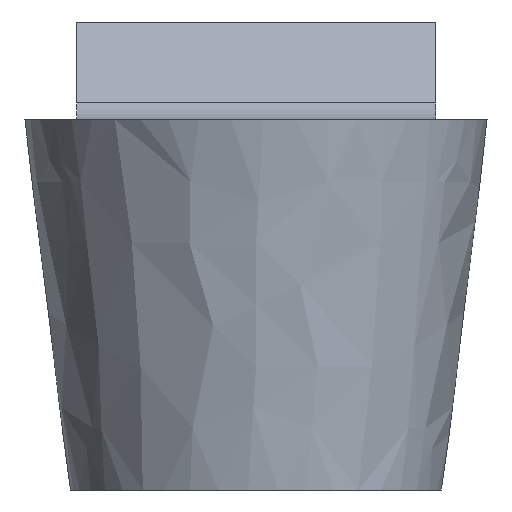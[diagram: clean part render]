
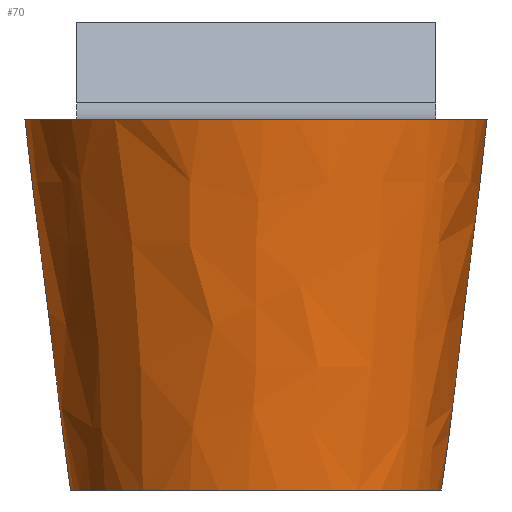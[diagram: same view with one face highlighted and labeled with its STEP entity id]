
A CAD part, front view. The second image highlights one B-rep face of the part: STEP entity #70.
In plain terms, the highlighted free-form (B-spline) face has degree [4, 3] with [11, 4] control points.
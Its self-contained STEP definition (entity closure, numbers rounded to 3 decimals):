
#36=(
BOUNDED_SURFACE()
B_SPLINE_SURFACE(4,3,((#817,#818,#819,#820),(#821,#822,#823,#824),(#825,
#826,#827,#828),(#829,#830,#831,#832),(#833,#834,#835,#836),(#837,#838,
#839,#840),(#841,#842,#843,#844),(#845,#846,#847,#848),(#849,#850,#851,
#852),(#853,#854,#855,#856),(#857,#858,#859,#860)),.UNSPECIFIED.,.F.,.F.,
 .F.)
B_SPLINE_SURFACE_WITH_KNOTS((5,3,3,5),(4,4),(0.,0.333,0.667,
1.),(0.,1.),.UNSPECIFIED.)
GEOMETRIC_REPRESENTATION_ITEM()
RATIONAL_B_SPLINE_SURFACE(((1.002,1.002,1.002,
1.002),(1.002,1.002,1.002,1.002),
(0.98,0.98,0.98,0.98),(1.002,
1.002,1.002,1.002),(1.002,1.002,
1.002,1.002),(0.98,0.98,0.98,
0.98),(1.002,1.002,1.002,1.002),
(1.002,1.002,1.002,1.002),(0.98,
0.98,0.98,0.98),(1.002,1.002,
1.002,1.002),(1.002,1.002,1.002,
1.002)))
REPRESENTATION_ITEM('')
SURFACE()
);
#39=(
BOUNDED_CURVE()
B_SPLINE_CURVE(3,(#811,#812,#813,#814),.UNSPECIFIED.,.F.,.F.)
B_SPLINE_CURVE_WITH_KNOTS((4,4),(0.,1.),.UNSPECIFIED.)
CURVE()
GEOMETRIC_REPRESENTATION_ITEM()
RATIONAL_B_SPLINE_CURVE((1.002,1.002,1.002,
1.002))
REPRESENTATION_ITEM('')
);
#70=ADVANCED_FACE('',(#107),#36,.F.);
#107=FACE_OUTER_BOUND('',#129,.T.);
#129=EDGE_LOOP('',(#234,#235,#236,#237));
#234=ORIENTED_EDGE('',*,*,#344,.F.);
#235=ORIENTED_EDGE('',*,*,#351,.T.);
#236=ORIENTED_EDGE('',*,*,#325,.F.);
#237=ORIENTED_EDGE('',*,*,#350,.F.);
#282=VERTEX_POINT('',#708);
#283=VERTEX_POINT('',#721);
#290=VERTEX_POINT('',#758);
#291=VERTEX_POINT('',#775);
#325=EDGE_CURVE('',#282,#283,#450,.T.);
#344=EDGE_CURVE('',#290,#291,#452,.T.);
#350=EDGE_CURVE('',#291,#282,#39,.T.);
#351=EDGE_CURVE('',#290,#283,#395,.T.);
#395=LINE('',#816,#438);
#438=VECTOR('',#599,1.);
#450=B_SPLINE_CURVE_WITH_KNOTS('',3,(#709,#710,#711,#712,#713,#714,#715,
#716,#717,#718,#719,#720),.UNSPECIFIED.,.F.,.F.,(4,2,2,2,2,4),(0.,0.25,
0.5,0.625,0.75,1.),.UNSPECIFIED.);
#452=B_SPLINE_CURVE_WITH_KNOTS('',3,(#759,#760,#761,#762,#763,#764,#765,
#766,#767,#768,#769,#770,#771,#772,#773,#774),.UNSPECIFIED.,.F.,.F.,(4,
2,2,2,2,2,2,4),(0.,0.125,0.25,0.375,0.5,0.625,0.75,1.),.UNSPECIFIED.);
#599=DIRECTION('',(0.118,-0.032,-0.993));
#708=CARTESIAN_POINT('',(3.106,3.832,-6.389));
#709=CARTESIAN_POINT('',(3.106,3.832,-6.389));
#710=CARTESIAN_POINT('',(3.348,2.927,-6.389));
#711=CARTESIAN_POINT('',(3.137,1.795,-6.389));
#712=CARTESIAN_POINT('',(1.936,0.253,-6.389));
#713=CARTESIAN_POINT('',(1.011,-0.215,-6.389));
#714=CARTESIAN_POINT('',(-0.505,-0.216,-6.389));
#715=CARTESIAN_POINT('',(-1.018,-0.086,-6.389));
#716=CARTESIAN_POINT('',(-1.863,0.337,-6.389));
#717=CARTESIAN_POINT('',(-2.231,0.631,-6.389));
#718=CARTESIAN_POINT('',(-3.149,1.809,-6.389));
#719=CARTESIAN_POINT('',(-3.349,2.925,-6.389));
#720=CARTESIAN_POINT('',(-3.106,3.832,-6.389));
#721=CARTESIAN_POINT('',(-3.106,3.832,-6.389));
#758=CARTESIAN_POINT('',(-3.864,4.035,0.));
#759=CARTESIAN_POINT('',(-3.864,4.035,0.));
#760=CARTESIAN_POINT('',(-4.015,3.472,0.));
#761=CARTESIAN_POINT('',(-4.046,2.854,0.));
#762=CARTESIAN_POINT('',(-3.807,1.621,0.));
#763=CARTESIAN_POINT('',(-3.529,1.022,0.));
#764=CARTESIAN_POINT('',(-2.782,0.062,0.));
#765=CARTESIAN_POINT('',(-2.331,-0.306,0.));
#766=CARTESIAN_POINT('',(-1.252,-0.847,0.));
#767=CARTESIAN_POINT('',(-0.629,-1.,0.));
#768=CARTESIAN_POINT('',(0.629,-1.,0.));
#769=CARTESIAN_POINT('',(1.266,-0.84,0.));
#770=CARTESIAN_POINT('',(2.317,-0.313,0.));
#771=CARTESIAN_POINT('',(2.775,0.053,0.));
#772=CARTESIAN_POINT('',(3.917,1.519,0.));
#773=CARTESIAN_POINT('',(4.166,2.907,0.));
#774=CARTESIAN_POINT('',(3.864,4.035,0.));
#775=CARTESIAN_POINT('',(3.864,4.035,0.));
#811=CARTESIAN_POINT('',(3.864,4.035,0.));
#812=CARTESIAN_POINT('',(3.611,3.968,-2.13));
#813=CARTESIAN_POINT('',(3.359,3.9,-4.26));
#814=CARTESIAN_POINT('',(3.106,3.832,-6.389));
#816=CARTESIAN_POINT('',(-3.485,3.934,-3.195));
#817=CARTESIAN_POINT('',(-3.864,4.035,0.));
#818=CARTESIAN_POINT('',(-3.611,3.968,-2.13));
#819=CARTESIAN_POINT('',(-3.359,3.9,-4.26));
#820=CARTESIAN_POINT('',(-3.106,3.832,-6.389));
#821=CARTESIAN_POINT('',(-4.161,2.927,0.));
#822=CARTESIAN_POINT('',(-3.889,2.932,-2.13));
#823=CARTESIAN_POINT('',(-3.617,2.937,-4.26));
#824=CARTESIAN_POINT('',(-3.345,2.941,-6.389));
#825=CARTESIAN_POINT('',(-4.074,1.517,0.));
#826=CARTESIAN_POINT('',(-3.808,1.614,-2.13));
#827=CARTESIAN_POINT('',(-3.541,1.711,-4.26));
#828=CARTESIAN_POINT('',(-3.275,1.808,-6.389));
#829=CARTESIAN_POINT('',(-3.234,0.381,0.));
#830=CARTESIAN_POINT('',(-3.023,0.553,-2.13));
#831=CARTESIAN_POINT('',(-2.811,0.724,-4.26));
#832=CARTESIAN_POINT('',(-2.6,0.895,-6.389));
#833=CARTESIAN_POINT('',(-1.355,-0.935,0.));
#834=CARTESIAN_POINT('',(-1.266,-0.677,-2.13));
#835=CARTESIAN_POINT('',(-1.177,-0.42,-4.26));
#836=CARTESIAN_POINT('',(-1.089,-0.163,-6.389));
#837=CARTESIAN_POINT('',(0.,-1.336,0.));
#838=CARTESIAN_POINT('',(0.,-1.052,-2.13));
#839=CARTESIAN_POINT('',(0.,-0.769,-4.26));
#840=CARTESIAN_POINT('',(0.,-0.485,-6.389));
#841=CARTESIAN_POINT('',(1.355,-0.935,0.));
#842=CARTESIAN_POINT('',(1.266,-0.677,-2.13));
#843=CARTESIAN_POINT('',(1.177,-0.42,-4.26));
#844=CARTESIAN_POINT('',(1.089,-0.163,-6.389));
#845=CARTESIAN_POINT('',(3.234,0.381,0.));
#846=CARTESIAN_POINT('',(3.023,0.553,-2.13));
#847=CARTESIAN_POINT('',(2.811,0.724,-4.26));
#848=CARTESIAN_POINT('',(2.6,0.895,-6.389));
#849=CARTESIAN_POINT('',(4.074,1.517,0.));
#850=CARTESIAN_POINT('',(3.808,1.614,-2.13));
#851=CARTESIAN_POINT('',(3.541,1.711,-4.26));
#852=CARTESIAN_POINT('',(3.275,1.808,-6.389));
#853=CARTESIAN_POINT('',(4.161,2.927,0.));
#854=CARTESIAN_POINT('',(3.889,2.932,-2.13));
#855=CARTESIAN_POINT('',(3.617,2.937,-4.26));
#856=CARTESIAN_POINT('',(3.345,2.941,-6.389));
#857=CARTESIAN_POINT('',(3.864,4.035,0.));
#858=CARTESIAN_POINT('',(3.611,3.968,-2.13));
#859=CARTESIAN_POINT('',(3.359,3.9,-4.26));
#860=CARTESIAN_POINT('',(3.106,3.832,-6.389));
